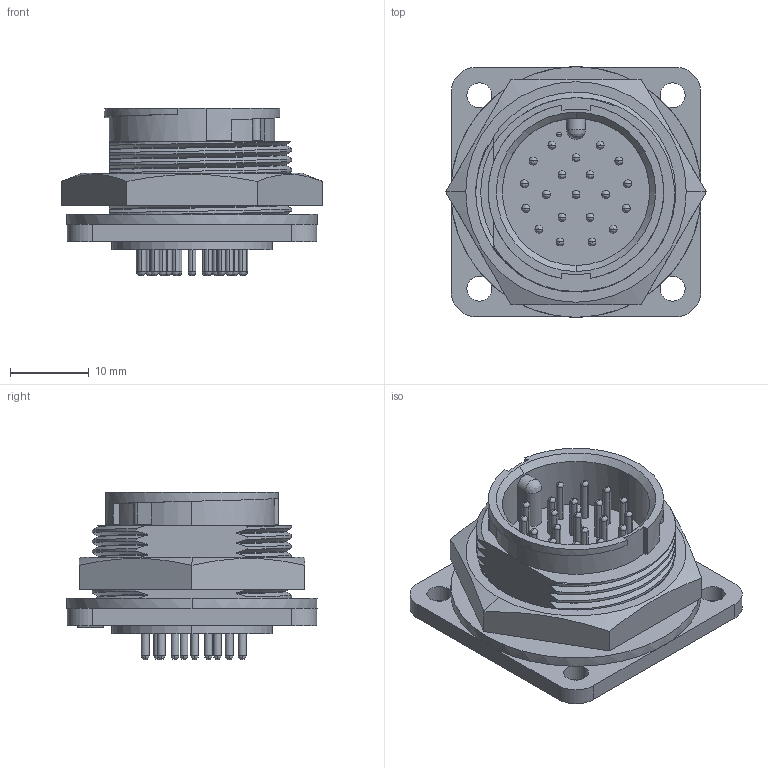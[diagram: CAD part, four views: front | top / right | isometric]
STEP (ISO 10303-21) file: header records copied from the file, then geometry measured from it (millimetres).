
FILE_DESCRIPTION (( 'STEP AP203' ), '1' );
FILE_NAME ('14281-20PG-300.STEP', '2013-09-09T15:41:01', ( 'J0FPBF1' ), ( '' ), 'SwSTEP 2.0', 'SolidWorks 2012', '' );
FILE_SCHEMA (( 'CONFIG_CONTROL_DESIGN' ));
Length unit declared in the file: inch
Products named in the file (1): 14281-20PG-300
Bounding box: 33 x 31.75 x 21.23 mm (x, y, z)
Volume: 7935.2 mm3; surface area: 6323.1 mm2
Topology: 2 solids, 2 shells, 385 faces, 979 edges, 643 vertices
Faces by surface type: cylinder 146, plane 117, bspline 114, cone 4, sphere 4
Entity records: 18820 total; most frequent: CARTESIAN_POINT 10046, ORIENTED_EDGE 1954, DIRECTION 1724, EDGE_CURVE 977, AXIS2_PLACEMENT_3D 705, VERTEX_POINT 643, EDGE_LOOP 442, CIRCLE 433
